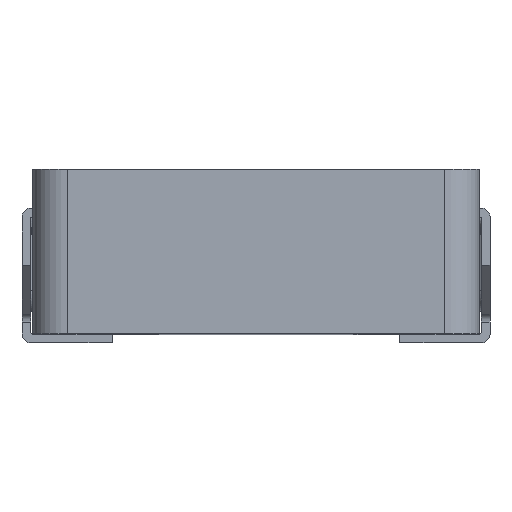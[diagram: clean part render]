
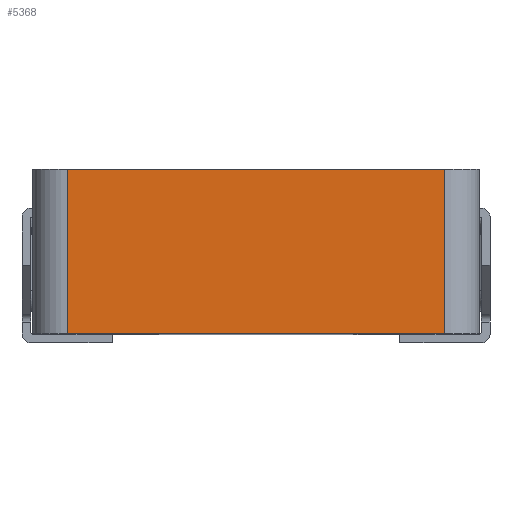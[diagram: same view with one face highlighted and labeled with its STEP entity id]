
A CAD part, top view. The second image highlights one B-rep face of the part: STEP entity #5368.
In plain terms, the highlighted face is planar.
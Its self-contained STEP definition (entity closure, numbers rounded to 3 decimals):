
#28 = CARTESIAN_POINT ( 'NONE',  ( 4.35, 0.2, -5. ) ) ;
#93 = CARTESIAN_POINT ( 'NONE',  ( -4.35, 0.2, -5. ) ) ;
#107 = LINE ( 'NONE', #665, #3188 ) ;
#379 = DIRECTION ( 'NONE',  ( -1., 0., 0. ) ) ;
#477 = ORIENTED_EDGE ( 'NONE', *, *, #6331, .T. ) ;
#591 = VERTEX_POINT ( 'NONE', #2316 ) ;
#618 = EDGE_CURVE ( 'NONE', #1861, #4036, #7078, .T. ) ;
#665 = CARTESIAN_POINT ( 'NONE',  ( -4.35, 4., -5. ) ) ;
#739 = FACE_OUTER_BOUND ( 'NONE', #7436, .T. ) ;
#941 = CARTESIAN_POINT ( 'NONE',  ( -4.35, 0.2, -5. ) ) ;
#1712 = DIRECTION ( 'NONE',  ( 0., 1., 0. ) ) ;
#1861 = VERTEX_POINT ( 'NONE', #93 ) ;
#2041 = PLANE ( 'NONE',  #3820 ) ;
#2054 = EDGE_CURVE ( 'NONE', #5113, #591, #6730, .T. ) ;
#2072 = DIRECTION ( 'NONE',  ( -1., 0., 0. ) ) ;
#2122 = VECTOR ( 'NONE', #2072, 1000. ) ;
#2316 = CARTESIAN_POINT ( 'NONE',  ( 4.35, 4., -5. ) ) ;
#2512 = VECTOR ( 'NONE', #3802, 1000. ) ;
#2569 = ORIENTED_EDGE ( 'NONE', *, *, #618, .T. ) ;
#2671 = CARTESIAN_POINT ( 'NONE',  ( -4.35, 0.2, -5. ) ) ;
#3188 = VECTOR ( 'NONE', #3881, 1000. ) ;
#3581 = VECTOR ( 'NONE', #1712, 1000. ) ;
#3802 = DIRECTION ( 'NONE',  ( 0., 1., 0. ) ) ;
#3820 = AXIS2_PLACEMENT_3D ( 'NONE', #941, #6479, #379 ) ;
#3872 = LINE ( 'NONE', #2671, #2122 ) ;
#3881 = DIRECTION ( 'NONE',  ( -1., 0., 0. ) ) ;
#4036 = VERTEX_POINT ( 'NONE', #5554 ) ;
#4408 = ORIENTED_EDGE ( 'NONE', *, *, #5338, .F. ) ;
#4954 = ORIENTED_EDGE ( 'NONE', *, *, #2054, .F. ) ;
#5113 = VERTEX_POINT ( 'NONE', #6671 ) ;
#5338 = EDGE_CURVE ( 'NONE', #591, #4036, #107, .T. ) ;
#5368 = ADVANCED_FACE ( 'NONE', ( #739 ), #2041, .T. ) ;
#5554 = CARTESIAN_POINT ( 'NONE',  ( -4.35, 4., -5. ) ) ;
#6331 = EDGE_CURVE ( 'NONE', #5113, #1861, #3872, .T. ) ;
#6479 = DIRECTION ( 'NONE',  ( 0., 0., -1. ) ) ;
#6671 = CARTESIAN_POINT ( 'NONE',  ( 4.35, 0.2, -5. ) ) ;
#6730 = LINE ( 'NONE', #28, #2512 ) ;
#7078 = LINE ( 'NONE', #7722, #3581 ) ;
#7436 = EDGE_LOOP ( 'NONE', ( #2569, #4408, #4954, #477 ) ) ;
#7722 = CARTESIAN_POINT ( 'NONE',  ( -4.35, 0.2, -5. ) ) ;
